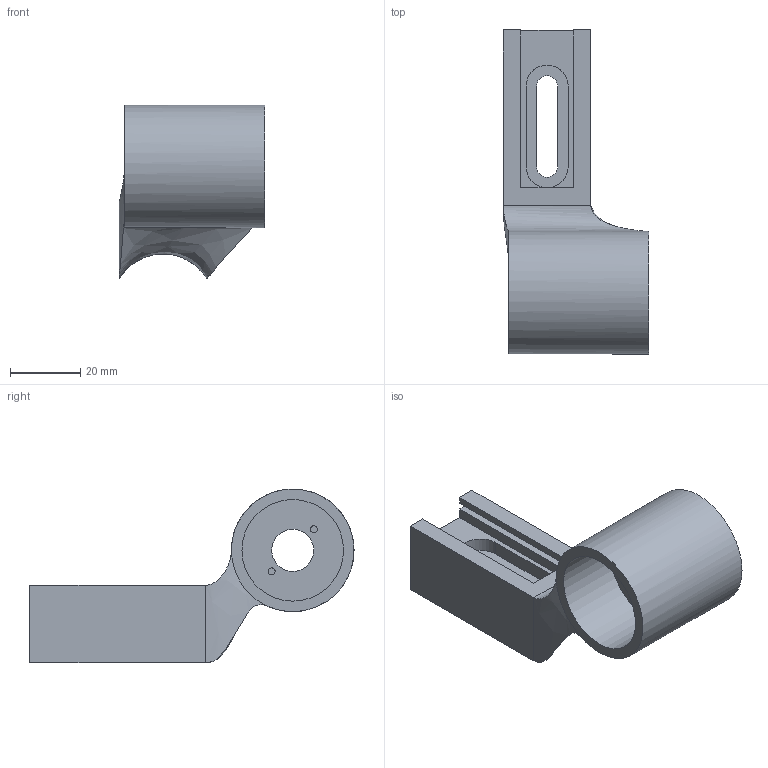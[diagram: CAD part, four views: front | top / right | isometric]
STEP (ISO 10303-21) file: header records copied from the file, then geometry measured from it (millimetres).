
FILE_DESCRIPTION( ( '' ), ' ' );
FILE_NAME( '5b0176e5a47a161251ff942d.step', '2018-05-20T13:23:51', ( '' ), ( '' ), ' ', ' ', ' ' );
FILE_SCHEMA( ( 'AUTOMOTIVE_DESIGN { 1 0 10303 214 1 1 1 1 }' ) );
Length unit declared in the file: metre
Products named in the file (1): Adapter
Bounding box: 41.5 x 92.5 x 49.65 mm (x, y, z)
Volume: 40527.3 mm3; surface area: 16827.3 mm2
Topology: 1 solids, 1 shells, 49 faces, 115 edges, 74 vertices
Faces by surface type: plane 31, cylinder 14, bspline 4
Full cylindrical faces by diameter (mm): 2 x2, 12 x1, 15.1 x1, 19.1 x1, 29 x1
Entity records: 3038 total; most frequent: CARTESIAN_POINT 1539, ORIENTED_EDGE 218, DIRECTION 210, EDGE_CURVE 109, VERTEX_POINT 74, AXIS2_PLACEMENT_3D 71, LINE 68, VECTOR 68
